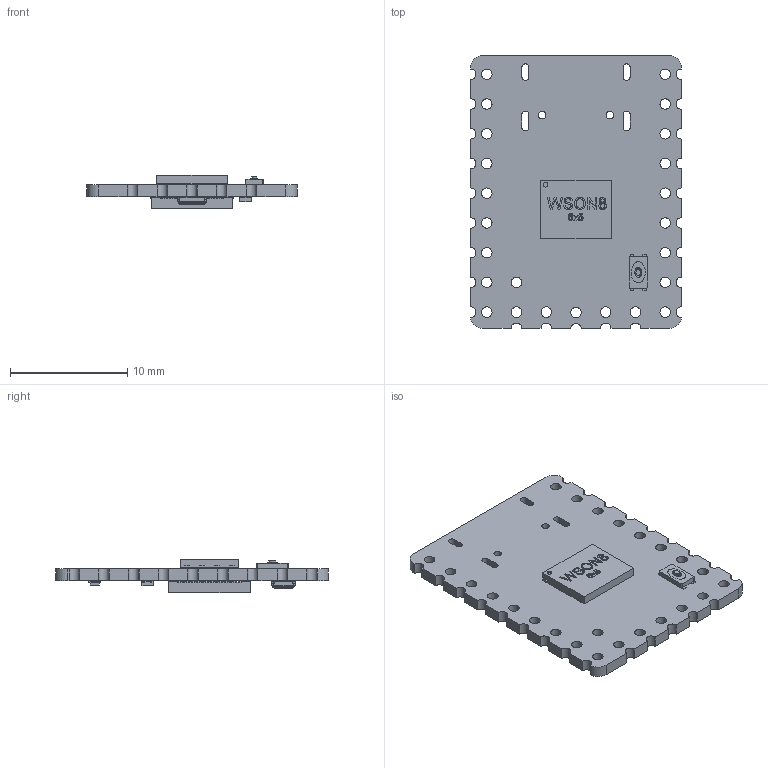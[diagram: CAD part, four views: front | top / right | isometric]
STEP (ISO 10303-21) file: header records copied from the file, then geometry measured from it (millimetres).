
FILE_DESCRIPTION(('KiCad electronic assembly'),'2;1');
FILE_NAME('gemini.step','2024-08-09T15:49:20',('Pcbnew'),('Kicad'), 'Open CASCADE STEP processor 7.7','KiCad to STEP converter','Unknown' );
FILE_SCHEMA(('AUTOMOTIVE_DESIGN { 1 0 10303 214 1 1 1 1 }'));
Length unit declared in the file: millimetre
Products named in the file (14): gemini 1; PANASONIC_EVPAF7B70; WSON8-6x5; 2520 SMD Crystal Oscillator; 4-X2SON; Pocket; D_SOD-923; D_SOD_923; RP2040_QFN_PACKAGE; gemini_PCB
Assembly tree (13 placements, depth 3):
  gemini 1
    PANASONIC_EVPAF7B70
      PANASONIC_EVPAF7B70
    WSON8-6x5
      WSON8-6x5
    2520 SMD Crystal Oscillator
      2520 SMD Crystal Oscillator
    4-X2SON
      Pocket
    D_SOD-923
      D_SOD_923
    RP2040_QFN_PACKAGE
      RP2040_QFN_PACKAGE
    gemini_PCB
Bounding box: 18 x 23.29 x 2.87 mm (x, y, z)
Volume: 470.5 mm3; surface area: 1281.9 mm2
Topology: 36 solids, 36 shells, 1033 faces, 2692 edges, 1776 vertices
Faces by surface type: plane 607, bspline 228, cylinder 178, torus 13, cone 4, revolution 3
Full cylindrical faces by diameter (mm): 0.15 x1, 0.65 x2, 0.9 x24
Entity records: 47803 total; most frequent: CARTESIAN_POINT 18116, ORIENTED_EDGE 5384, DIRECTION 4225, EDGE_CURVE 2692, LINE 1814, VECTOR 1814, VERTEX_POINT 1776, AXIS2_PLACEMENT_3D 1204
